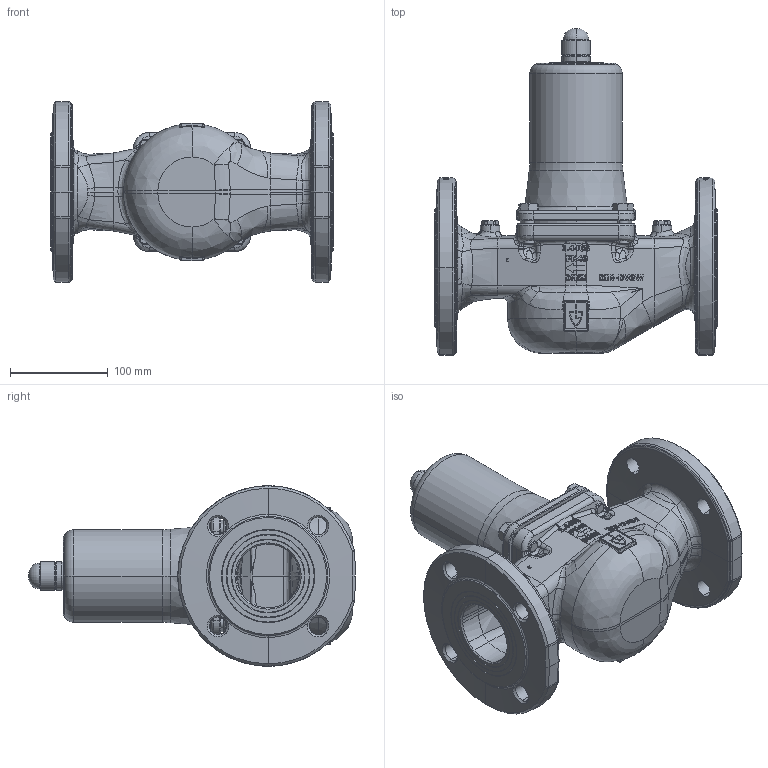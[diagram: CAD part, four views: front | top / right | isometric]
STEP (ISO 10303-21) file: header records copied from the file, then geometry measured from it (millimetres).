
FILE_DESCRIPTION (( 'STEP AP214' ), '1' );
FILE_NAME ('431mGFO-65 PN16 Dummy.STEP', '2012-02-23T08:07:16', ( 'Blankenhorn' ), ( '' ), 'SwSTEP 2.0', 'SolidWorks 2011', '' );
FILE_SCHEMA (( 'AUTOMOTIVE_DESIGN' ));
Length unit declared in the file: millimetre
Products named in the file (1): 431mGFO-65 PN16 Dummy
Bounding box: 290 x 335 x 185 mm (x, y, z)
Volume: 1902649.9 mm3; surface area: 469568.4 mm2
Topology: 10 solids, 10 shells, 3051 faces, 7953 edges, 5057 vertices
Faces by surface type: plane 1210, bspline 1159, cylinder 386, cone 233, torus 55, sphere 8
Entity records: 207770 total; most frequent: CARTESIAN_POINT 108186, ORIENTED_EDGE 15874, DIRECTION 10260, EDGE_CURVE 7937, VERTEX_POINT 5057, LINE 3764, VECTOR 3764, AXIS2_PLACEMENT_3D 3248
